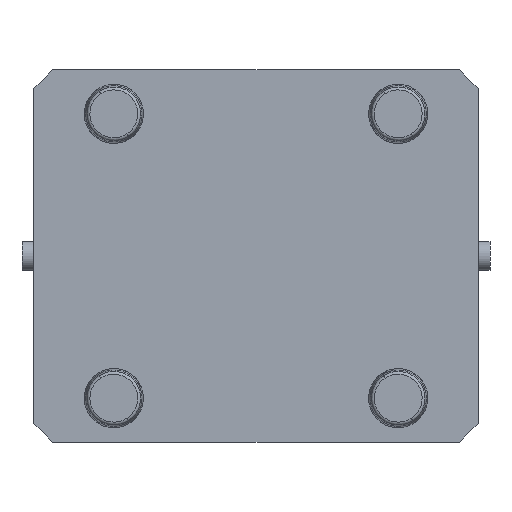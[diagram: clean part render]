
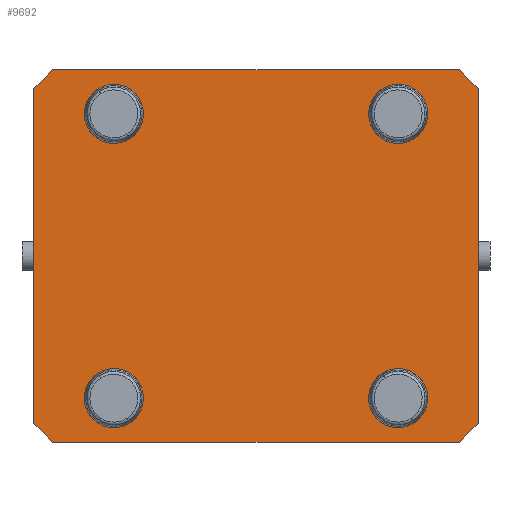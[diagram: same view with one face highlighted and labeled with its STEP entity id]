
A CAD part, front view. The second image highlights one B-rep face of the part: STEP entity #9692.
In plain terms, the highlighted planar face has unit normal (0, -1, 0).
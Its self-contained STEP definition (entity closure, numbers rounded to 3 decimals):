
#10 = ORIENTED_EDGE ( 'NONE', *, *, #5096, .F. ) ;
#102 = VERTEX_POINT ( 'NONE', #7997 ) ;
#220 = ORIENTED_EDGE ( 'NONE', *, *, #1980, .T. ) ;
#286 = DIRECTION ( 'NONE',  ( 0.707, 0., -0.707 ) ) ;
#680 = AXIS2_PLACEMENT_3D ( 'NONE', #4127, #9059, #7036 ) ;
#725 = CARTESIAN_POINT ( 'NONE',  ( 48., 0., 56.01 ) ) ;
#1083 = CARTESIAN_POINT ( 'NONE',  ( -48., 0., -56.01 ) ) ;
#1176 = CARTESIAN_POINT ( 'NONE',  ( 68.65, 0., -62.865 ) ) ;
#1212 = CARTESIAN_POINT ( 'NONE',  ( -75., 0., -62.865 ) ) ;
#1382 = CIRCLE ( 'NONE', #10803, 8.01 ) ;
#1400 = VECTOR ( 'NONE', #10648, 1000. ) ;
#1710 = VERTEX_POINT ( 'NONE', #9379 ) ;
#1823 = ORIENTED_EDGE ( 'NONE', *, *, #4333, .T. ) ;
#1837 = EDGE_CURVE ( 'NONE', #8076, #7200, #4257, .T. ) ;
#1897 = VERTEX_POINT ( 'NONE', #10674 ) ;
#1973 = AXIS2_PLACEMENT_3D ( 'NONE', #2490, #11454, #6443 ) ;
#1980 = EDGE_CURVE ( 'NONE', #7329, #1710, #3160, .T. ) ;
#1993 = EDGE_CURVE ( 'NONE', #12484, #8815, #7671, .T. ) ;
#2028 = EDGE_CURVE ( 'NONE', #7329, #5599, #4745, .T. ) ;
#2032 = DIRECTION ( 'NONE',  ( 0., 0., 1. ) ) ;
#2117 = CARTESIAN_POINT ( 'NONE',  ( 48., 0., 39.99 ) ) ;
#2490 = CARTESIAN_POINT ( 'NONE',  ( -48., 0., 48. ) ) ;
#2689 = AXIS2_PLACEMENT_3D ( 'NONE', #8654, #3698, #4717 ) ;
#2901 = CIRCLE ( 'NONE', #1973, 8.01 ) ;
#2921 = ORIENTED_EDGE ( 'NONE', *, *, #12333, .F. ) ;
#3034 = CARTESIAN_POINT ( 'NONE',  ( 68.65, 0., 62.865 ) ) ;
#3089 = EDGE_LOOP ( 'NONE', ( #4133, #220, #6125, #6534, #12141, #1823, #5719, #7049 ) ) ;
#3097 = ORIENTED_EDGE ( 'NONE', *, *, #1837, .F. ) ;
#3160 = LINE ( 'NONE', #1176, #11789 ) ;
#3282 = CARTESIAN_POINT ( 'NONE',  ( -48., 0., 56.01 ) ) ;
#3536 = CARTESIAN_POINT ( 'NONE',  ( 48., 0., -56.01 ) ) ;
#3698 = DIRECTION ( 'NONE',  ( 0., -1., 0. ) ) ;
#3711 = CARTESIAN_POINT ( 'NONE',  ( 48., 0., -48. ) ) ;
#3976 = CARTESIAN_POINT ( 'NONE',  ( 68.65, 0., -62.865 ) ) ;
#4041 = CARTESIAN_POINT ( 'NONE',  ( -48., 0., -48. ) ) ;
#4054 = EDGE_LOOP ( 'NONE', ( #2921, #5605 ) ) ;
#4089 = EDGE_CURVE ( 'NONE', #12573, #11273, #6852, .T. ) ;
#4127 = CARTESIAN_POINT ( 'NONE',  ( -48., 0., 48. ) ) ;
#4133 = ORIENTED_EDGE ( 'NONE', *, *, #2028, .F. ) ;
#4162 = DIRECTION ( 'NONE',  ( 0., 0., 1. ) ) ;
#4257 = CIRCLE ( 'NONE', #2689, 8.01 ) ;
#4277 = FACE_BOUND ( 'NONE', #8557, .T. ) ;
#4333 = EDGE_CURVE ( 'NONE', #9159, #7579, #8239, .T. ) ;
#4602 = ORIENTED_EDGE ( 'NONE', *, *, #7462, .F. ) ;
#4717 = DIRECTION ( 'NONE',  ( 0., 0., -1. ) ) ;
#4745 = LINE ( 'NONE', #1212, #8443 ) ;
#4832 = EDGE_LOOP ( 'NONE', ( #7401, #4602 ) ) ;
#4900 = AXIS2_PLACEMENT_3D ( 'NONE', #7747, #5799, #11634 ) ;
#4965 = EDGE_CURVE ( 'NONE', #102, #7579, #11936, .T. ) ;
#5093 = CARTESIAN_POINT ( 'NONE',  ( -75., 0., -62.865 ) ) ;
#5096 = EDGE_CURVE ( 'NONE', #8815, #12484, #12575, .T. ) ;
#5183 = DIRECTION ( 'NONE',  ( 0.707, 0., 0.707 ) ) ;
#5252 = LINE ( 'NONE', #10248, #10320 ) ;
#5265 = DIRECTION ( 'NONE',  ( -1., 0., 0. ) ) ;
#5295 = DIRECTION ( 'NONE',  ( 0., -1., 0. ) ) ;
#5297 = DIRECTION ( 'NONE',  ( 0., -1., 0. ) ) ;
#5336 = CARTESIAN_POINT ( 'NONE',  ( -75., 0., 56.515 ) ) ;
#5361 = DIRECTION ( 'NONE',  ( -0.707, 0., 0.707 ) ) ;
#5376 = EDGE_CURVE ( 'NONE', #11993, #7135, #8751, .T. ) ;
#5599 = VERTEX_POINT ( 'NONE', #7208 ) ;
#5605 = ORIENTED_EDGE ( 'NONE', *, *, #11257, .F. ) ;
#5719 = ORIENTED_EDGE ( 'NONE', *, *, #4965, .F. ) ;
#5741 = VERTEX_POINT ( 'NONE', #3282 ) ;
#5754 = PLANE ( 'NONE',  #4900 ) ;
#5799 = DIRECTION ( 'NONE',  ( 0., 1., 0. ) ) ;
#6051 = DIRECTION ( 'NONE',  ( 0., -1., 0. ) ) ;
#6125 = ORIENTED_EDGE ( 'NONE', *, *, #7460, .F. ) ;
#6421 = DIRECTION ( 'NONE',  ( 0., 0., -1. ) ) ;
#6443 = DIRECTION ( 'NONE',  ( 0., 0., -1. ) ) ;
#6534 = ORIENTED_EDGE ( 'NONE', *, *, #5376, .T. ) ;
#6596 = CIRCLE ( 'NONE', #680, 8.01 ) ;
#6669 = VECTOR ( 'NONE', #6421, 1000. ) ;
#6852 = CIRCLE ( 'NONE', #8316, 8.01 ) ;
#7036 = DIRECTION ( 'NONE',  ( 0., 0., -1. ) ) ;
#7049 = ORIENTED_EDGE ( 'NONE', *, *, #12255, .T. ) ;
#7135 = VERTEX_POINT ( 'NONE', #3034 ) ;
#7159 = AXIS2_PLACEMENT_3D ( 'NONE', #3711, #8705, #11597 ) ;
#7200 = VERTEX_POINT ( 'NONE', #3536 ) ;
#7208 = CARTESIAN_POINT ( 'NONE',  ( -68.65, 0., -62.865 ) ) ;
#7247 = DIRECTION ( 'NONE',  ( 0., -1., 0. ) ) ;
#7287 = CARTESIAN_POINT ( 'NONE',  ( 48., 0., 48. ) ) ;
#7329 = VERTEX_POINT ( 'NONE', #3976 ) ;
#7401 = ORIENTED_EDGE ( 'NONE', *, *, #4089, .F. ) ;
#7460 = EDGE_CURVE ( 'NONE', #11993, #1710, #9884, .T. ) ;
#7462 = EDGE_CURVE ( 'NONE', #11273, #12573, #1382, .T. ) ;
#7493 = AXIS2_PLACEMENT_3D ( 'NONE', #11225, #5295, #4162 ) ;
#7529 = FACE_BOUND ( 'NONE', #4054, .T. ) ;
#7579 = VERTEX_POINT ( 'NONE', #5336 ) ;
#7671 = CIRCLE ( 'NONE', #10026, 8.01 ) ;
#7747 = CARTESIAN_POINT ( 'NONE',  ( 0., 0., 0. ) ) ;
#7825 = CARTESIAN_POINT ( 'NONE',  ( -68.65, 0., 62.865 ) ) ;
#7836 = VECTOR ( 'NONE', #7985, 1000. ) ;
#7985 = DIRECTION ( 'NONE',  ( 1., 0., 0. ) ) ;
#7997 = CARTESIAN_POINT ( 'NONE',  ( -75., 0., -56.515 ) ) ;
#8029 = EDGE_LOOP ( 'NONE', ( #11511, #3097 ) ) ;
#8076 = VERTEX_POINT ( 'NONE', #10044 ) ;
#8147 = LINE ( 'NONE', #11908, #7836 ) ;
#8197 = CIRCLE ( 'NONE', #7159, 8.01 ) ;
#8239 = LINE ( 'NONE', #7825, #1400 ) ;
#8252 = EDGE_CURVE ( 'NONE', #7200, #8076, #8197, .T. ) ;
#8264 = VECTOR ( 'NONE', #2032, 1000. ) ;
#8316 = AXIS2_PLACEMENT_3D ( 'NONE', #4041, #6051, #10898 ) ;
#8443 = VECTOR ( 'NONE', #5265, 1000. ) ;
#8557 = EDGE_LOOP ( 'NONE', ( #10, #9356 ) ) ;
#8654 = CARTESIAN_POINT ( 'NONE',  ( 48., 0., -48. ) ) ;
#8705 = DIRECTION ( 'NONE',  ( 0., -1., 0. ) ) ;
#8751 = LINE ( 'NONE', #11248, #11490 ) ;
#8815 = VERTEX_POINT ( 'NONE', #2117 ) ;
#8946 = CARTESIAN_POINT ( 'NONE',  ( -48., 0., -39.99 ) ) ;
#9059 = DIRECTION ( 'NONE',  ( 0., -1., 0. ) ) ;
#9159 = VERTEX_POINT ( 'NONE', #9839 ) ;
#9356 = ORIENTED_EDGE ( 'NONE', *, *, #1993, .F. ) ;
#9379 = CARTESIAN_POINT ( 'NONE',  ( 75., 0., -56.515 ) ) ;
#9392 = FACE_BOUND ( 'NONE', #8029, .T. ) ;
#9692 = ADVANCED_FACE ( 'NONE', ( #4277, #12590, #9392, #7529, #10442 ), #5754, .F. ) ;
#9789 = CARTESIAN_POINT ( 'NONE',  ( 75., 0., 56.515 ) ) ;
#9839 = CARTESIAN_POINT ( 'NONE',  ( -68.65, 0., 62.865 ) ) ;
#9884 = LINE ( 'NONE', #12301, #6669 ) ;
#10026 = AXIS2_PLACEMENT_3D ( 'NONE', #7287, #7247, #11016 ) ;
#10044 = CARTESIAN_POINT ( 'NONE',  ( 48., 0., -39.99 ) ) ;
#10248 = CARTESIAN_POINT ( 'NONE',  ( -75., 0., -56.515 ) ) ;
#10320 = VECTOR ( 'NONE', #286, 1000. ) ;
#10442 = FACE_OUTER_BOUND ( 'NONE', #3089, .T. ) ;
#10648 = DIRECTION ( 'NONE',  ( -0.707, 0., -0.707 ) ) ;
#10674 = CARTESIAN_POINT ( 'NONE',  ( -48., 0., 39.99 ) ) ;
#10803 = AXIS2_PLACEMENT_3D ( 'NONE', #11360, #5297, #12203 ) ;
#10898 = DIRECTION ( 'NONE',  ( 0., 0., 1. ) ) ;
#11016 = DIRECTION ( 'NONE',  ( 0., 0., 1. ) ) ;
#11225 = CARTESIAN_POINT ( 'NONE',  ( 48., 0., 48. ) ) ;
#11248 = CARTESIAN_POINT ( 'NONE',  ( 75., 0., 56.515 ) ) ;
#11257 = EDGE_CURVE ( 'NONE', #5741, #1897, #6596, .T. ) ;
#11273 = VERTEX_POINT ( 'NONE', #8946 ) ;
#11360 = CARTESIAN_POINT ( 'NONE',  ( -48., 0., -48. ) ) ;
#11454 = DIRECTION ( 'NONE',  ( 0., -1., 0. ) ) ;
#11490 = VECTOR ( 'NONE', #5361, 1000. ) ;
#11511 = ORIENTED_EDGE ( 'NONE', *, *, #8252, .F. ) ;
#11597 = DIRECTION ( 'NONE',  ( 0., 0., -1. ) ) ;
#11634 = DIRECTION ( 'NONE',  ( 0., 0., 1. ) ) ;
#11789 = VECTOR ( 'NONE', #5183, 1000. ) ;
#11908 = CARTESIAN_POINT ( 'NONE',  ( -75., 0., 62.865 ) ) ;
#11936 = LINE ( 'NONE', #5093, #8264 ) ;
#11993 = VERTEX_POINT ( 'NONE', #9789 ) ;
#12141 = ORIENTED_EDGE ( 'NONE', *, *, #12546, .F. ) ;
#12203 = DIRECTION ( 'NONE',  ( 0., 0., 1. ) ) ;
#12255 = EDGE_CURVE ( 'NONE', #102, #5599, #5252, .T. ) ;
#12301 = CARTESIAN_POINT ( 'NONE',  ( 75., 0., -62.865 ) ) ;
#12333 = EDGE_CURVE ( 'NONE', #1897, #5741, #2901, .T. ) ;
#12484 = VERTEX_POINT ( 'NONE', #725 ) ;
#12546 = EDGE_CURVE ( 'NONE', #9159, #7135, #8147, .T. ) ;
#12573 = VERTEX_POINT ( 'NONE', #1083 ) ;
#12575 = CIRCLE ( 'NONE', #7493, 8.01 ) ;
#12590 = FACE_BOUND ( 'NONE', #4832, .T. ) ;
